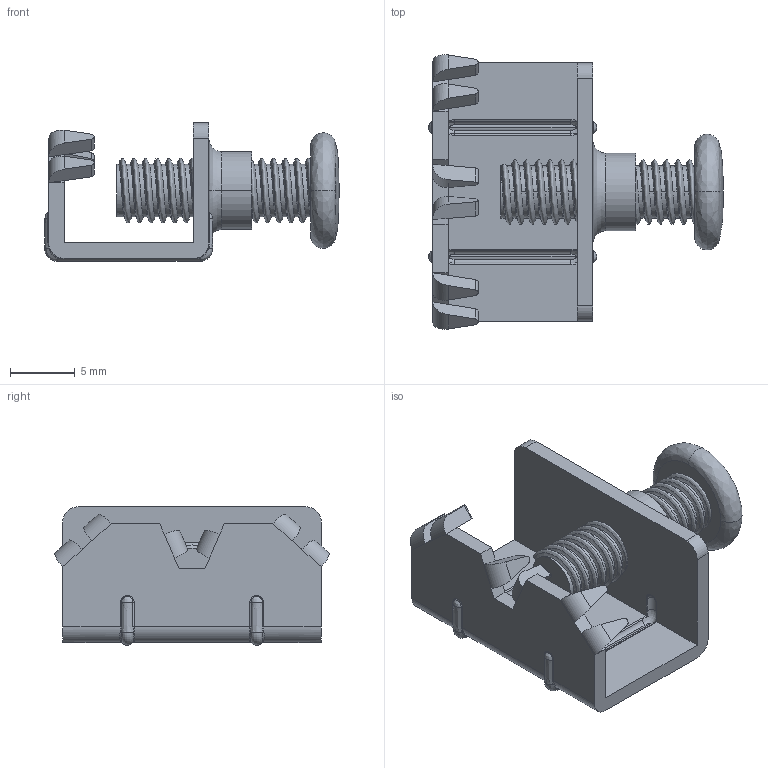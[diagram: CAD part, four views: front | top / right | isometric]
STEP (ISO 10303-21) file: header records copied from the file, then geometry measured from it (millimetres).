
FILE_DESCRIPTION(/* description */ (''),/* implementation_level */ '2;1');
FILE_NAME(/* name */ 'TS009',/* time_stamp */ '2025-02-21T13:57:56+08:00',/* author */ (''),/* organization */ (''),/* preprocessor_version */ 'ST-DEVELOPER v19.2',/* originating_system */ 'Rhino 8.5',/* authorisation */ '');
FILE_SCHEMA (('CONFIG_CONTROL_DESIGN'));
Length unit declared in the file: millimetre
Products named in the file (1): Document
Bounding box: 22.78 x 21.26 x 10.71 mm (x, y, z)
Volume: 1066.6 mm3; surface area: 1946.2 mm2
Topology: 2 solids, 2 shells, 242 faces, 612 edges, 381 vertices
Faces by surface type: cylinder 106, bspline 82, plane 54
Entity records: 28874 total; most frequent: CARTESIAN_POINT 24575, ORIENTED_EDGE 1206, EDGE_CURVE 603, DIRECTION 389, VERTEX_POINT 367, AXIS2_PLACEMENT_3D 273, B_SPLINE_CURVE_WITH_KNOTS 250, EDGE_LOOP 246
